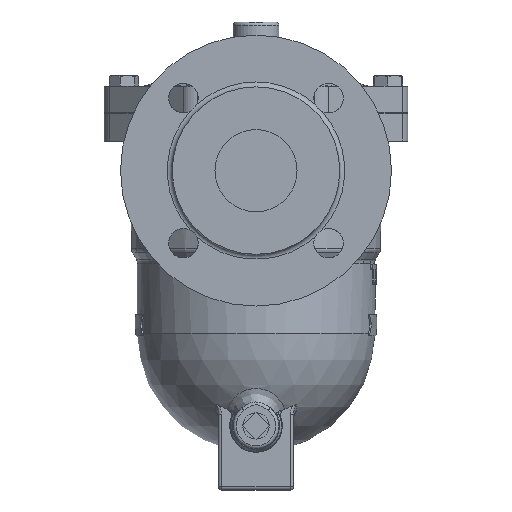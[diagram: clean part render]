
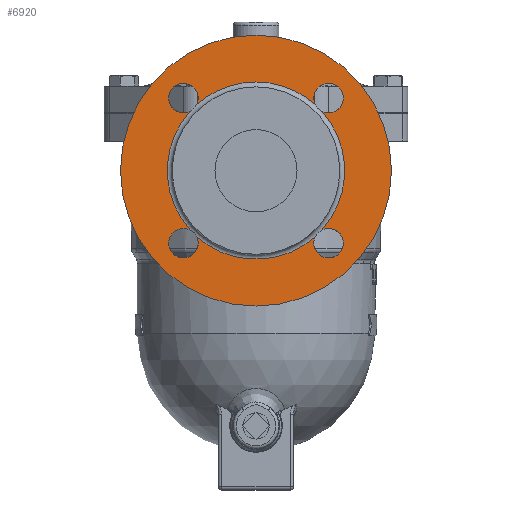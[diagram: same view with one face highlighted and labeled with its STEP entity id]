
A CAD part, left-side view. The second image highlights one B-rep face of the part: STEP entity #6920.
In plain terms, the highlighted planar face has unit normal (-1, 0, 0).
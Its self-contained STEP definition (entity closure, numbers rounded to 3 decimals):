
#1231=PLANE('',#7628);
#1453=FACE_BOUND('',#2408,.T.);
#1868=FACE_OUTER_BOUND('',#2407,.T.);
#2407=EDGE_LOOP('',(#6255));
#2408=EDGE_LOOP('',(#6256,#6257,#6258,#6259,#6260,#6261,#6262,#6263));
#2787=CIRCLE('',#7611,9.);
#2789=CIRCLE('',#7614,9.);
#2791=CIRCLE('',#7617,9.);
#2793=CIRCLE('',#7620,54.);
#2794=CIRCLE('',#7621,54.);
#2795=CIRCLE('',#7622,54.);
#2796=CIRCLE('',#7623,54.);
#2799=CIRCLE('',#7627,9.);
#2800=CIRCLE('',#7629,82.5);
#3418=VERTEX_POINT('',#19605);
#3419=VERTEX_POINT('',#19606);
#3421=VERTEX_POINT('',#19623);
#3422=VERTEX_POINT('',#19624);
#3424=VERTEX_POINT('',#19641);
#3425=VERTEX_POINT('',#19642);
#3427=VERTEX_POINT('',#19661);
#3428=VERTEX_POINT('',#19663);
#3431=VERTEX_POINT('',#19684);
#4377=EDGE_CURVE('',#3418,#3419,#2787,.T.);
#4380=EDGE_CURVE('',#3421,#3422,#2789,.T.);
#4383=EDGE_CURVE('',#3424,#3425,#2791,.T.);
#4386=EDGE_CURVE('',#3418,#3422,#2793,.T.);
#4387=EDGE_CURVE('',#3421,#3425,#2794,.T.);
#4388=EDGE_CURVE('',#3424,#3427,#2795,.T.);
#4390=EDGE_CURVE('',#3428,#3419,#2796,.T.);
#4393=EDGE_CURVE('',#3428,#3427,#2799,.T.);
#4394=EDGE_CURVE('',#3431,#3431,#2800,.T.);
#6255=ORIENTED_EDGE('',*,*,#4394,.F.);
#6256=ORIENTED_EDGE('',*,*,#4377,.T.);
#6257=ORIENTED_EDGE('',*,*,#4390,.F.);
#6258=ORIENTED_EDGE('',*,*,#4393,.T.);
#6259=ORIENTED_EDGE('',*,*,#4388,.F.);
#6260=ORIENTED_EDGE('',*,*,#4383,.T.);
#6261=ORIENTED_EDGE('',*,*,#4387,.F.);
#6262=ORIENTED_EDGE('',*,*,#4380,.T.);
#6263=ORIENTED_EDGE('',*,*,#4386,.F.);
#6920=ADVANCED_FACE('',(#1868,#1453),#1231,.F.);
#7611=AXIS2_PLACEMENT_3D('',#19607,#9264,#9265);
#7614=AXIS2_PLACEMENT_3D('',#19625,#9270,#9271);
#7617=AXIS2_PLACEMENT_3D('',#19643,#9276,#9277);
#7620=AXIS2_PLACEMENT_3D('',#19659,#9282,#9283);
#7621=AXIS2_PLACEMENT_3D('',#19660,#9284,#9285);
#7622=AXIS2_PLACEMENT_3D('',#19662,#9286,#9287);
#7623=AXIS2_PLACEMENT_3D('',#19676,#9288,#9289);
#7627=AXIS2_PLACEMENT_3D('',#19682,#9296,#9297);
#7628=AXIS2_PLACEMENT_3D('',#19683,#9298,#9299);
#7629=AXIS2_PLACEMENT_3D('',#19685,#9300,#9301);
#9264=DIRECTION('center_axis',(1.,0.,0.));
#9265=DIRECTION('ref_axis',(0.,1.,0.));
#9270=DIRECTION('center_axis',(1.,0.,0.));
#9271=DIRECTION('ref_axis',(0.,0.,
-1.));
#9276=DIRECTION('center_axis',(1.,0.,0.));
#9277=DIRECTION('ref_axis',(0.,-1.,0.));
#9282=DIRECTION('center_axis',(-1.,0.,0.));
#9283=DIRECTION('ref_axis',(0.,0.,-1.));
#9284=DIRECTION('center_axis',(-1.,0.,0.));
#9285=DIRECTION('ref_axis',(0.,0.,-1.));
#9286=DIRECTION('center_axis',(-1.,0.,0.));
#9287=DIRECTION('ref_axis',(0.,0.,-1.));
#9288=DIRECTION('center_axis',(-1.,0.,0.));
#9289=DIRECTION('ref_axis',(0.,0.,-1.));
#9296=DIRECTION('center_axis',(1.,0.,0.));
#9297=DIRECTION('ref_axis',(0.,0.,1.));
#9298=DIRECTION('center_axis',(1.,0.,0.));
#9299=DIRECTION('ref_axis',(0.,0.,-1.));
#9300=DIRECTION('center_axis',(1.,0.,0.));
#9301=DIRECTION('ref_axis',(0.,0.,-1.));
#19605=CARTESIAN_POINT('',(-137.,36.191,-75.078));
#19606=CARTESIAN_POINT('',(-137.,40.078,-71.191));
#19607=CARTESIAN_POINT('Origin',(-137.,44.194,-79.194));
#19623=CARTESIAN_POINT('',(-137.,-40.078,-71.191));
#19624=CARTESIAN_POINT('',(-137.,-36.191,-75.078));
#19625=CARTESIAN_POINT('Origin',(-137.,-44.194,-79.194));
#19641=CARTESIAN_POINT('',(-137.,-36.191,5.078));
#19642=CARTESIAN_POINT('',(-137.,-40.078,1.191));
#19643=CARTESIAN_POINT('Origin',(-137.,-44.194,9.194));
#19659=CARTESIAN_POINT('Origin',(-137.,0.,-35.));
#19660=CARTESIAN_POINT('Origin',(-137.,0.,-35.));
#19661=CARTESIAN_POINT('',(-137.,36.191,5.078));
#19662=CARTESIAN_POINT('Origin',(-137.,0.,-35.));
#19663=CARTESIAN_POINT('',(-137.,40.078,1.191));
#19676=CARTESIAN_POINT('Origin',(-137.,0.,-35.));
#19682=CARTESIAN_POINT('Origin',(-137.,44.194,9.194));
#19683=CARTESIAN_POINT('Origin',(-137.,0.,-35.));
#19684=CARTESIAN_POINT('',(-137.,0.,47.5));
#19685=CARTESIAN_POINT('Origin',(-137.,0.,-35.));
